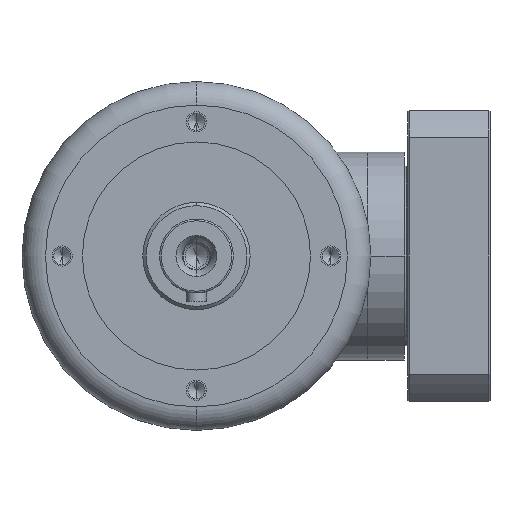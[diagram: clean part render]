
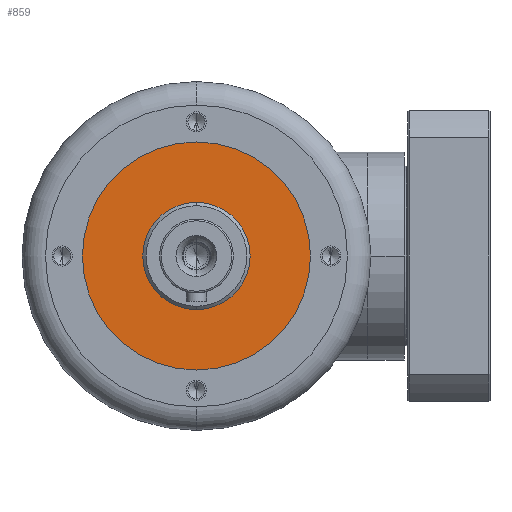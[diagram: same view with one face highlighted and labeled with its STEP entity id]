
A CAD part, left-side view. The second image highlights one B-rep face of the part: STEP entity #859.
In plain terms, the highlighted planar face has unit normal (-1, 0, 0).
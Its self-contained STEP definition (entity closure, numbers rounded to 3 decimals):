
#147=CARTESIAN_POINT('',(-8.5,0.,0.));
#148=DIRECTION('',(-1.,0.,0.));
#149=DIRECTION('',(0.,1.,0.));
#150=AXIS2_PLACEMENT_3D('',#147,#148,#149);
#152=CARTESIAN_POINT('',(-8.5,0.,0.));
#153=DIRECTION('',(1.,0.,0.));
#154=DIRECTION('',(0.,1.,0.));
#155=AXIS2_PLACEMENT_3D('',#152,#153,#154);
#157=CARTESIAN_POINT('',(-8.5,0.,0.));
#158=DIRECTION('',(1.,0.,0.));
#159=DIRECTION('',(0.,1.,0.));
#160=AXIS2_PLACEMENT_3D('',#157,#158,#159);
#170=CARTESIAN_POINT('',(-8.5,0.,0.));
#171=DIRECTION('',(-1.,0.,0.));
#172=DIRECTION('',(0.,1.,0.));
#173=AXIS2_PLACEMENT_3D('',#170,#171,#172);
#496=CARTESIAN_POINT('',(-8.5,34.,0.));
#498=VERTEX_POINT('',#496);
#499=CARTESIAN_POINT('',(-8.5,16.,0.));
#501=VERTEX_POINT('',#499);
#504=CARTESIAN_POINT('',(-8.5,-34.,0.));
#506=VERTEX_POINT('',#504);
#507=CARTESIAN_POINT('',(-8.5,-16.,0.));
#509=VERTEX_POINT('',#507);
#844=CARTESIAN_POINT('',(-8.5,0.,0.));
#845=DIRECTION('',(1.,0.,0.));
#846=DIRECTION('',(0.,-1.,0.));
#847=AXIS2_PLACEMENT_3D('',#844,#845,#846);
#848=PLANE('',#847);
#849=ORIENTED_EDGE('',*,*,#837,.F.);
#850=ORIENTED_EDGE('',*,*,#826,.T.);
#851=EDGE_LOOP('',(#849,#850));
#852=FACE_OUTER_BOUND('',#851,.F.);
#854=ORIENTED_EDGE('',*,*,#853,.F.);
#856=ORIENTED_EDGE('',*,*,#855,.T.);
#857=EDGE_LOOP('',(#854,#856));
#858=FACE_BOUND('',#857,.F.);
#859=ADVANCED_FACE('',(#852,#858),#848,.F.);
#151=CIRCLE('',#150,34.);
#156=CIRCLE('',#155,34.);
#161=CIRCLE('',#160,16.);
#174=CIRCLE('',#173,16.);
#826=EDGE_CURVE('',#498,#506,#156,.T.);
#837=EDGE_CURVE('',#498,#506,#151,.T.);
#853=EDGE_CURVE('',#501,#509,#161,.T.);
#855=EDGE_CURVE('',#501,#509,#174,.T.);
